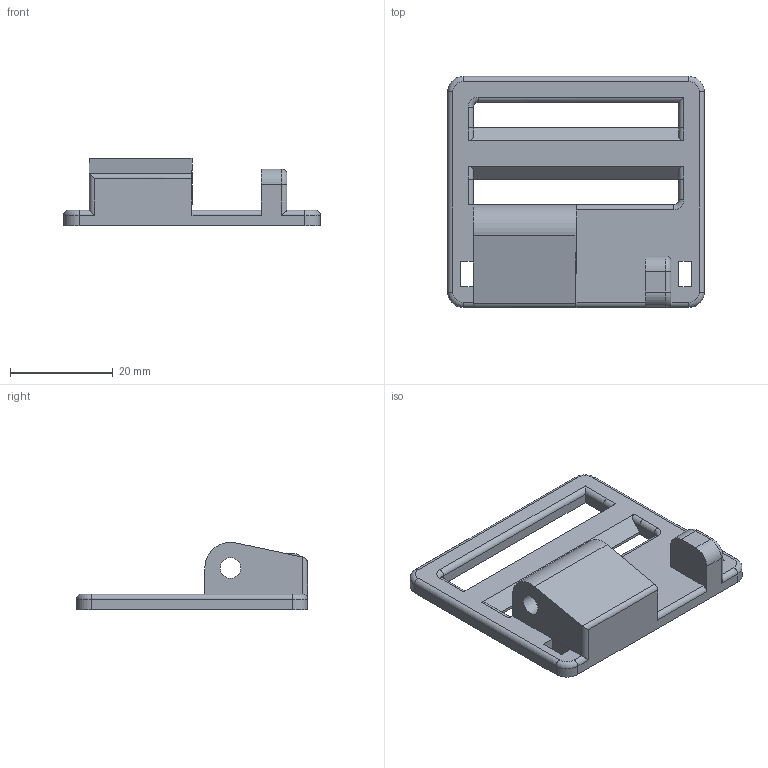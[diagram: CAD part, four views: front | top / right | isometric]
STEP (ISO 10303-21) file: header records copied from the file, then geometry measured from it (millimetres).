
FILE_DESCRIPTION(('FreeCAD Model'),'2;1');
FILE_NAME('Open CASCADE Shape Model','2022-01-04T19:52:55',('Author'),( ''),'Open CASCADE STEP processor 7.5','FreeCAD','Unknown');
FILE_SCHEMA(('AUTOMOTIVE_DESIGN { 1 0 10303 214 1 1 1 1 }'));
Length unit declared in the file: millimetre
Products named in the file (1): Pocket001
Bounding box: 50 x 45 x 13.11 mm (x, y, z)
Volume: 8702.2 mm3; surface area: 5711.5 mm2
Topology: 1 solids, 1 shells, 72 faces, 199 edges, 128 vertices
Faces by surface type: plane 32, cylinder 32, torus 8
Full cylindrical faces by diameter (mm): 4 x1, 6 x1
Entity records: 5007 total; most frequent: CARTESIAN_POINT 1078, DIRECTION 719, LINE 430, VECTOR 430, ORIENTED_EDGE 398, PCURVE 398, DEFINITIONAL_REPRESENTATION 398, EDGE_CURVE 199
